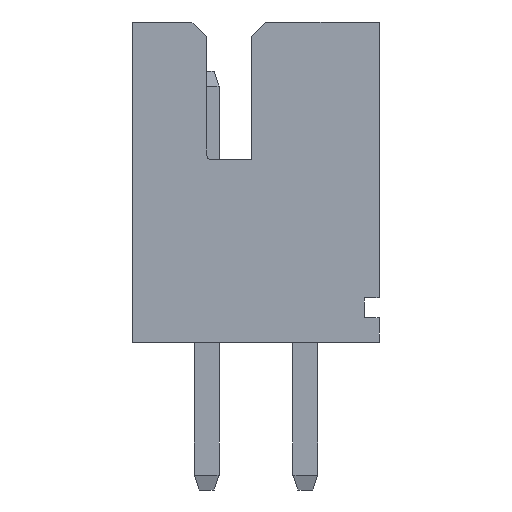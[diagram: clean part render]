
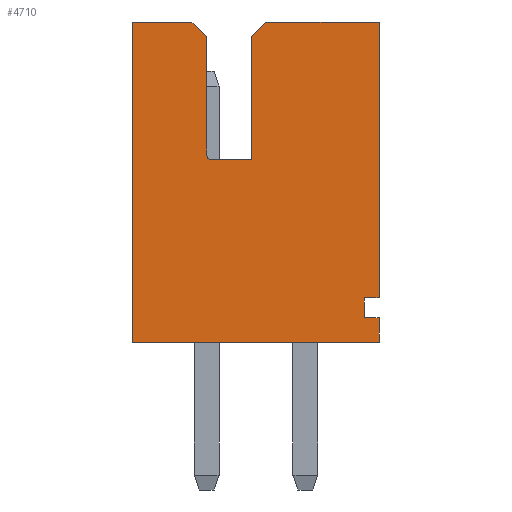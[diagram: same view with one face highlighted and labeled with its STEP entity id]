
A CAD part, left-side view. The second image highlights one B-rep face of the part: STEP entity #4710.
In plain terms, the highlighted planar face has unit normal (-1, 0, 0).
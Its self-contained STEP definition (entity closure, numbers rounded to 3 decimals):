
#53=CIRCLE('',#5014,0.1);
#100=FACE_OUTER_BOUND('',#388,.T.);
#388=EDGE_LOOP('',(#3331,#3332,#3333,#3334,#3335,#3336,#3337,#3338,#3339,
#3340,#3341,#3342,#3343,#3344,#3345));
#637=LINE('',#6510,#1297);
#663=LINE('',#6567,#1323);
#698=LINE('',#6636,#1358);
#819=LINE('',#6887,#1479);
#827=LINE('',#6902,#1487);
#838=LINE('',#6924,#1498);
#839=LINE('',#6928,#1499);
#840=LINE('',#6929,#1500);
#841=LINE('',#6931,#1501);
#842=LINE('',#6933,#1502);
#843=LINE('',#6937,#1503);
#844=LINE('',#6938,#1504);
#845=LINE('',#6939,#1505);
#846=LINE('',#6940,#1506);
#1297=VECTOR('',#5266,5.);
#1323=VECTOR('',#5306,0.5);
#1358=VECTOR('',#5347,5.6);
#1479=VECTOR('',#5524,2.3);
#1487=VECTOR('',#5534,1.2);
#1498=VECTOR('',#5551,0.424);
#1499=VECTOR('',#5554,0.4);
#1500=VECTOR('',#5555,0.3);
#1501=VECTOR('',#5556,2.5);
#1502=VECTOR('',#5557,0.8);
#1503=VECTOR('',#5560,2.4);
#1504=VECTOR('',#5561,0.424);
#1505=VECTOR('',#5562,6.5);
#1506=VECTOR('',#5563,0.3);
#1957=VERTEX_POINT('',#6507);
#1958=VERTEX_POINT('',#6509);
#1981=VERTEX_POINT('',#6564);
#1992=VERTEX_POINT('',#6593);
#2013=VERTEX_POINT('',#6634);
#2114=VERTEX_POINT('',#6884);
#2116=VERTEX_POINT('',#6891);
#2121=VERTEX_POINT('',#6900);
#2129=VERTEX_POINT('',#6922);
#2130=VERTEX_POINT('',#6926);
#2131=VERTEX_POINT('',#6927);
#2132=VERTEX_POINT('',#6930);
#2133=VERTEX_POINT('',#6932);
#2134=VERTEX_POINT('',#6934);
#2135=VERTEX_POINT('',#6936);
#2381=EDGE_CURVE('',#1958,#1957,#637,.T.);
#2407=EDGE_CURVE('',#1957,#1981,#663,.T.);
#2444=EDGE_CURVE('',#1992,#2013,#698,.T.);
#2569=EDGE_CURVE('',#2114,#2013,#819,.T.);
#2577=EDGE_CURVE('',#2121,#2116,#827,.T.);
#2588=EDGE_CURVE('',#2129,#2114,#838,.T.);
#2589=EDGE_CURVE('',#2130,#2131,#839,.T.);
#2590=EDGE_CURVE('',#1992,#2131,#840,.T.);
#2591=EDGE_CURVE('',#2132,#2129,#841,.T.);
#2592=EDGE_CURVE('',#2133,#2132,#842,.T.);
#2593=EDGE_CURVE('',#2134,#2133,#53,.T.);
#2594=EDGE_CURVE('',#2135,#2134,#843,.T.);
#2595=EDGE_CURVE('',#2116,#2135,#844,.T.);
#2596=EDGE_CURVE('',#1958,#2121,#845,.T.);
#2597=EDGE_CURVE('',#1981,#2130,#846,.T.);
#3331=ORIENTED_EDGE('',*,*,#2589,.T.);
#3332=ORIENTED_EDGE('',*,*,#2590,.F.);
#3333=ORIENTED_EDGE('',*,*,#2444,.T.);
#3334=ORIENTED_EDGE('',*,*,#2569,.F.);
#3335=ORIENTED_EDGE('',*,*,#2588,.F.);
#3336=ORIENTED_EDGE('',*,*,#2591,.F.);
#3337=ORIENTED_EDGE('',*,*,#2592,.F.);
#3338=ORIENTED_EDGE('',*,*,#2593,.F.);
#3339=ORIENTED_EDGE('',*,*,#2594,.F.);
#3340=ORIENTED_EDGE('',*,*,#2595,.F.);
#3341=ORIENTED_EDGE('',*,*,#2577,.F.);
#3342=ORIENTED_EDGE('',*,*,#2596,.F.);
#3343=ORIENTED_EDGE('',*,*,#2381,.T.);
#3344=ORIENTED_EDGE('',*,*,#2407,.T.);
#3345=ORIENTED_EDGE('',*,*,#2597,.T.);
#4442=PLANE('',#5013);
#4710=ADVANCED_FACE('',(#100),#4442,.T.);
#5013=AXIS2_PLACEMENT_3D('',#6925,#5552,#5553);
#5014=AXIS2_PLACEMENT_3D('',#6935,#5558,#5559);
#5266=DIRECTION('',(0.,-1.,0.));
#5306=DIRECTION('',(0.,0.,1.));
#5347=DIRECTION('',(0.,0.,1.));
#5524=DIRECTION('',(0.,-1.,0.));
#5534=DIRECTION('',(0.,-1.,0.));
#5551=DIRECTION('',(0.,-0.707,0.707));
#5552=DIRECTION('center_axis',(-1.,0.,0.));
#5553=DIRECTION('ref_axis',(0.,-1.,0.));
#5554=DIRECTION('',(0.,0.,1.));
#5555=DIRECTION('',(0.,1.,0.));
#5556=DIRECTION('',(0.,0.,1.));
#5557=DIRECTION('',(0.,-1.,0.));
#5558=DIRECTION('center_axis',(-1.,0.,0.));
#5559=DIRECTION('ref_axis',(0.,1.,0.));
#5560=DIRECTION('',(0.,0.,-1.));
#5561=DIRECTION('',(0.,-0.707,-0.707));
#5562=DIRECTION('',(0.,0.,1.));
#5563=DIRECTION('',(0.,1.,0.));
#6507=CARTESIAN_POINT('',(-6.,-2.5,0.));
#6509=CARTESIAN_POINT('',(-6.,2.5,0.));
#6510=CARTESIAN_POINT('',(-6.,2.5,0.));
#6564=CARTESIAN_POINT('',(-6.,-2.5,0.5));
#6567=CARTESIAN_POINT('',(-6.,-2.5,0.));
#6593=CARTESIAN_POINT('',(-6.,-2.5,0.9));
#6634=CARTESIAN_POINT('',(-6.,-2.5,6.5));
#6636=CARTESIAN_POINT('',(-6.,-2.5,0.9));
#6884=CARTESIAN_POINT('',(-6.,-0.2,6.5));
#6887=CARTESIAN_POINT('',(-6.,-0.2,6.5));
#6891=CARTESIAN_POINT('',(-6.,1.3,6.5));
#6900=CARTESIAN_POINT('',(-6.,2.5,6.5));
#6902=CARTESIAN_POINT('',(-6.,2.5,6.5));
#6922=CARTESIAN_POINT('',(-6.,0.1,6.2));
#6924=CARTESIAN_POINT('',(-6.,0.1,6.2));
#6925=CARTESIAN_POINT('Origin',(-6.,2.5,0.));
#6926=CARTESIAN_POINT('',(-6.,-2.2,0.5));
#6927=CARTESIAN_POINT('',(-6.,-2.2,0.9));
#6928=CARTESIAN_POINT('',(-6.,-2.2,0.5));
#6929=CARTESIAN_POINT('',(-6.,-2.5,0.9));
#6930=CARTESIAN_POINT('',(-6.,0.1,3.7));
#6931=CARTESIAN_POINT('',(-6.,0.1,3.7));
#6932=CARTESIAN_POINT('',(-6.,0.9,3.7));
#6933=CARTESIAN_POINT('',(-6.,0.9,3.7));
#6934=CARTESIAN_POINT('',(-6.,1.,3.8));
#6935=CARTESIAN_POINT('Origin',(-6.,0.9,3.8));
#6936=CARTESIAN_POINT('',(-6.,1.,6.2));
#6937=CARTESIAN_POINT('',(-6.,1.,6.2));
#6938=CARTESIAN_POINT('',(-6.,1.3,6.5));
#6939=CARTESIAN_POINT('',(-6.,2.5,0.));
#6940=CARTESIAN_POINT('',(-6.,-2.5,0.5));
